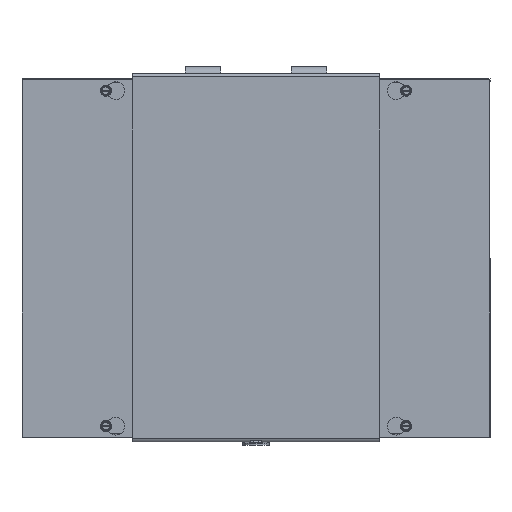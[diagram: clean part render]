
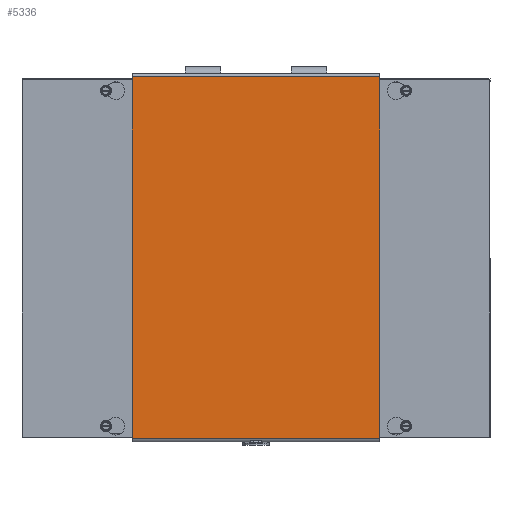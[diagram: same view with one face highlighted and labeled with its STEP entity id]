
A CAD part, top view. The second image highlights one B-rep face of the part: STEP entity #5336.
In plain terms, the highlighted face is planar.
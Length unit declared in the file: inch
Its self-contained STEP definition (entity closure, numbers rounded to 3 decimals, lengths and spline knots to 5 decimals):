
#641=FACE_OUTER_BOUND('',#979,.T.);
#979=EDGE_LOOP('',(#3812,#3813,#3814,#3815));
#1396=LINE('',#7968,#1876);
#1426=LINE('',#8037,#1906);
#1453=LINE('',#8095,#1933);
#1455=LINE('',#8098,#1935);
#1876=VECTOR('',#6376,7.);
#1906=VECTOR('',#6434,7.);
#1933=VECTOR('',#6499,10.227);
#1935=VECTOR('',#6503,10.227);
#2332=VERTEX_POINT('',#7965);
#2333=VERTEX_POINT('',#7967);
#2357=VERTEX_POINT('',#8034);
#2358=VERTEX_POINT('',#8036);
#2846=EDGE_CURVE('',#2333,#2332,#1396,.T.);
#2880=EDGE_CURVE('',#2358,#2357,#1426,.T.);
#2910=EDGE_CURVE('',#2332,#2358,#1453,.T.);
#2912=EDGE_CURVE('',#2357,#2333,#1455,.T.);
#3812=ORIENTED_EDGE('',*,*,#2880,.T.);
#3813=ORIENTED_EDGE('',*,*,#2912,.T.);
#3814=ORIENTED_EDGE('',*,*,#2846,.T.);
#3815=ORIENTED_EDGE('',*,*,#2910,.T.);
#4963=PLANE('',#5689);
#5336=ADVANCED_FACE('',(#641),#4963,.F.);
#5689=AXIS2_PLACEMENT_3D('',#8097,#6501,#6502);
#6376=DIRECTION('',(1.,0.,0.));
#6434=DIRECTION('',(-1.,0.,0.));
#6499=DIRECTION('',(0.,-1.,0.));
#6501=DIRECTION('center_axis',(0.,0.,1.));
#6502=DIRECTION('ref_axis',(1.,0.,0.));
#6503=DIRECTION('',(0.,1.,0.));
#7965=CARTESIAN_POINT('',(3.5,5.1135,0.));
#7967=CARTESIAN_POINT('',(-3.5,5.1135,0.));
#7968=CARTESIAN_POINT('',(-1.75,5.1135,0.));
#8034=CARTESIAN_POINT('',(-3.5,-5.1135,0.));
#8036=CARTESIAN_POINT('',(3.5,-5.1135,0.));
#8037=CARTESIAN_POINT('',(1.75,-5.1135,0.));
#8095=CARTESIAN_POINT('',(3.5,5.21875,0.));
#8097=CARTESIAN_POINT('Origin',(0.,0.,0.));
#8098=CARTESIAN_POINT('',(-3.5,-5.21875,0.));
